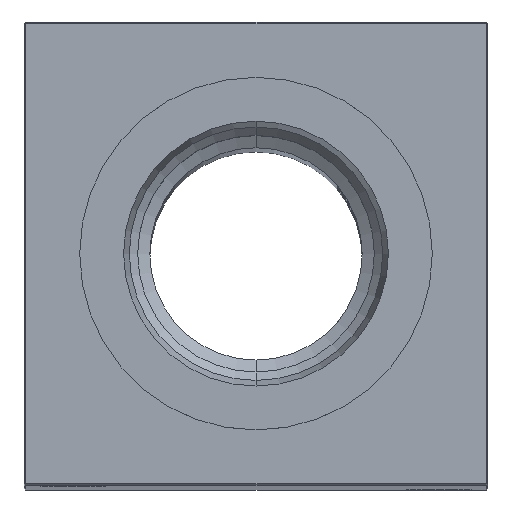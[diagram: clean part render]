
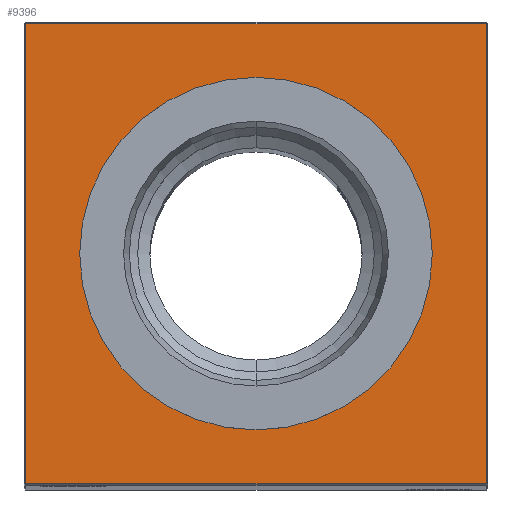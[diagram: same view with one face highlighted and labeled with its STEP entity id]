
A CAD part, top view. The second image highlights one B-rep face of the part: STEP entity #9396.
In plain terms, the highlighted planar face has unit normal (0, 0, 1).
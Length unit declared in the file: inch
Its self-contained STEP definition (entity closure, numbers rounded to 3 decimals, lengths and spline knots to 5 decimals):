
#427 = AXIS2_PLACEMENT_3D ( 'NONE', #9954, #16053, #24078 ) ;
#1425 = AXIS2_PLACEMENT_3D ( 'NONE', #25653, #13574, #15599 ) ;
#1751 = CARTESIAN_POINT ( 'NONE',  ( 0., 1.14173, 17.5 ) ) ;
#2930 = EDGE_CURVE ( 'NONE', #10068, #19839, #15294, .T. ) ;
#2956 = VERTEX_POINT ( 'NONE', #15043 ) ;
#3561 = VECTOR ( 'NONE', #13269, 39.37008 ) ;
#3653 = CARTESIAN_POINT ( 'NONE',  ( 1.49, 1.49, 17.5 ) ) ;
#3744 = VECTOR ( 'NONE', #16795, 39.37008 ) ;
#3757 = CARTESIAN_POINT ( 'NONE',  ( 0., -1.14173, 17.5 ) ) ;
#4910 = ORIENTED_EDGE ( 'NONE', *, *, #2930, .T. ) ;
#5394 = DIRECTION ( 'NONE',  ( -1., 0., 0. ) ) ;
#6373 = FACE_OUTER_BOUND ( 'NONE', #11066, .T. ) ;
#6526 = EDGE_CURVE ( 'NONE', #15780, #14703, #22551, .T. ) ;
#7083 = LINE ( 'NONE', #9114, #10713 ) ;
#7345 = DIRECTION ( 'NONE',  ( 0., -1., 0. ) ) ;
#7592 = ORIENTED_EDGE ( 'NONE', *, *, #16439, .T. ) ;
#8508 = CARTESIAN_POINT ( 'NONE',  ( 1.49, 0., 17.5 ) ) ;
#8941 = AXIS2_PLACEMENT_3D ( 'NONE', #17622, #13421, #5394 ) ;
#9114 = CARTESIAN_POINT ( 'NONE',  ( -1.49, 0., 17.5 ) ) ;
#9336 = PLANE ( 'NONE',  #8941 ) ;
#9396 = ADVANCED_FACE ( 'NONE', ( #6373, #14661 ), #9336, .F. ) ;
#9686 = EDGE_CURVE ( 'NONE', #2956, #10068, #21271, .T. ) ;
#9954 = CARTESIAN_POINT ( 'NONE',  ( 0., 0., 17.5 ) ) ;
#10068 = VERTEX_POINT ( 'NONE', #3653 ) ;
#10713 = VECTOR ( 'NONE', #7345, 39.37008 ) ;
#11066 = EDGE_LOOP ( 'NONE', ( #16555, #22264, #25509, #4910 ) ) ;
#11248 = VERTEX_POINT ( 'NONE', #19067 ) ;
#12353 = EDGE_CURVE ( 'NONE', #11248, #2956, #14263, .T. ) ;
#13269 = DIRECTION ( 'NONE',  ( -1., 0., 0. ) ) ;
#13421 = DIRECTION ( 'NONE',  ( 0., 0., -1. ) ) ;
#13574 = DIRECTION ( 'NONE',  ( 0., 0., -1. ) ) ;
#14263 = LINE ( 'NONE', #20505, #21716 ) ;
#14442 = CIRCLE ( 'NONE', #1425, 1.14173 ) ;
#14661 = FACE_BOUND ( 'NONE', #25332, .T. ) ;
#14703 = VERTEX_POINT ( 'NONE', #3757 ) ;
#15043 = CARTESIAN_POINT ( 'NONE',  ( 1.49, -1.49, 17.5 ) ) ;
#15294 = LINE ( 'NONE', #17211, #3561 ) ;
#15599 = DIRECTION ( 'NONE',  ( -1., 0., 0. ) ) ;
#15780 = VERTEX_POINT ( 'NONE', #1751 ) ;
#16053 = DIRECTION ( 'NONE',  ( 0., 0., -1. ) ) ;
#16439 = EDGE_CURVE ( 'NONE', #14703, #15780, #14442, .T. ) ;
#16555 = ORIENTED_EDGE ( 'NONE', *, *, #26083, .T. ) ;
#16795 = DIRECTION ( 'NONE',  ( 0., 1., 0. ) ) ;
#17211 = CARTESIAN_POINT ( 'NONE',  ( 0., 1.49, 17.5 ) ) ;
#17622 = CARTESIAN_POINT ( 'NONE',  ( 0., 0., 17.5 ) ) ;
#17881 = CARTESIAN_POINT ( 'NONE',  ( -1.49, 1.49, 17.5 ) ) ;
#19067 = CARTESIAN_POINT ( 'NONE',  ( -1.49, -1.49, 17.5 ) ) ;
#19839 = VERTEX_POINT ( 'NONE', #17881 ) ;
#20505 = CARTESIAN_POINT ( 'NONE',  ( 0., -1.49, 17.5 ) ) ;
#21271 = LINE ( 'NONE', #8508, #3744 ) ;
#21716 = VECTOR ( 'NONE', #26349, 39.37008 ) ;
#22264 = ORIENTED_EDGE ( 'NONE', *, *, #12353, .T. ) ;
#22551 = CIRCLE ( 'NONE', #427, 1.14173 ) ;
#24078 = DIRECTION ( 'NONE',  ( -1., 0., 0. ) ) ;
#25332 = EDGE_LOOP ( 'NONE', ( #26051, #7592 ) ) ;
#25509 = ORIENTED_EDGE ( 'NONE', *, *, #9686, .T. ) ;
#25653 = CARTESIAN_POINT ( 'NONE',  ( 0., 0., 17.5 ) ) ;
#26051 = ORIENTED_EDGE ( 'NONE', *, *, #6526, .T. ) ;
#26083 = EDGE_CURVE ( 'NONE', #19839, #11248, #7083, .T. ) ;
#26349 = DIRECTION ( 'NONE',  ( 1., 0., 0. ) ) ;
